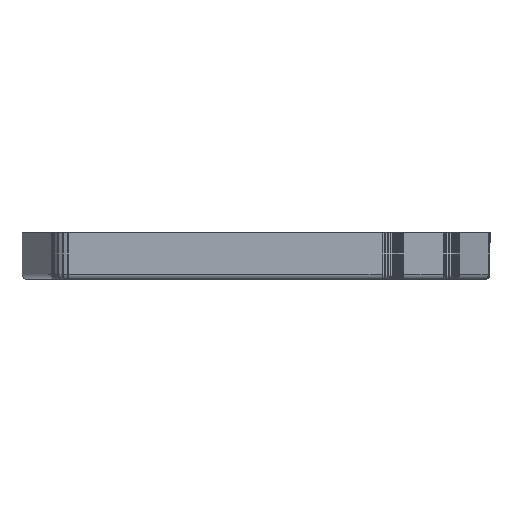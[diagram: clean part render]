
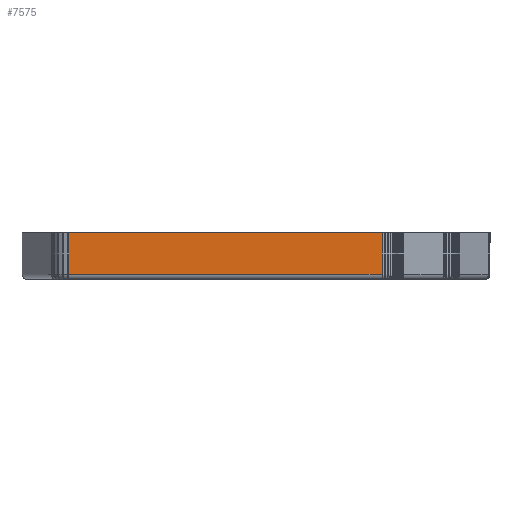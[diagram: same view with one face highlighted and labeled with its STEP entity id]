
A CAD part, left-side view. The second image highlights one B-rep face of the part: STEP entity #7575.
In plain terms, the highlighted planar face has unit normal (-1, 0, 0).
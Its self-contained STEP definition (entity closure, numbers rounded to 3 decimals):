
#317=PLANE('',#8381);
#604=LINE('',#11955,#1305);
#836=LINE('',#13041,#1537);
#837=LINE('',#13043,#1538);
#839=LINE('',#13046,#1540);
#1305=VECTOR('',#8948,10.);
#1537=VECTOR('',#9926,10.);
#1538=VECTOR('',#9929,10.);
#1540=VECTOR('',#9933,10.);
#2311=FACE_OUTER_BOUND('',#2773,.T.);
#2773=EDGE_LOOP('',(#7032,#7033,#7034,#7035));
#3475=VERTEX_POINT('',#11952);
#3476=VERTEX_POINT('',#11954);
#3764=VERTEX_POINT('',#12906);
#3767=VERTEX_POINT('',#12917);
#4209=EDGE_CURVE('',#3476,#3475,#604,.T.);
#4674=EDGE_CURVE('',#3475,#3767,#836,.T.);
#4675=EDGE_CURVE('',#3767,#3764,#837,.T.);
#4677=EDGE_CURVE('',#3764,#3476,#839,.T.);
#7032=ORIENTED_EDGE('',*,*,#4674,.T.);
#7033=ORIENTED_EDGE('',*,*,#4675,.T.);
#7034=ORIENTED_EDGE('',*,*,#4677,.T.);
#7035=ORIENTED_EDGE('',*,*,#4209,.T.);
#7575=ADVANCED_FACE('',(#2311),#317,.F.);
#8381=AXIS2_PLACEMENT_3D('',#13541,#10647,#10648);
#8948=DIRECTION('',(0.,1.,0.));
#9926=DIRECTION('',(0.,0.,-1.));
#9929=DIRECTION('',(0.,-1.,0.));
#9933=DIRECTION('',(0.,0.,1.));
#10647=DIRECTION('center_axis',(1.,0.,0.));
#10648=DIRECTION('ref_axis',(0.,-1.,0.));
#11952=CARTESIAN_POINT('',(-145.845,-8.026,9.4));
#11954=CARTESIAN_POINT('',(-145.845,-83.054,9.4));
#11955=CARTESIAN_POINT('',(-145.845,-28.281,9.4));
#12906=CARTESIAN_POINT('',(-145.845,-83.054,-0.6));
#12917=CARTESIAN_POINT('',(-145.845,-8.026,-0.6));
#13041=CARTESIAN_POINT('',(-145.845,-8.026,0.));
#13043=CARTESIAN_POINT('',(-145.845,-28.281,-0.6));
#13046=CARTESIAN_POINT('',(-145.845,-83.054,0.));
#13541=CARTESIAN_POINT('Origin',(-145.845,-8.166,0.));
